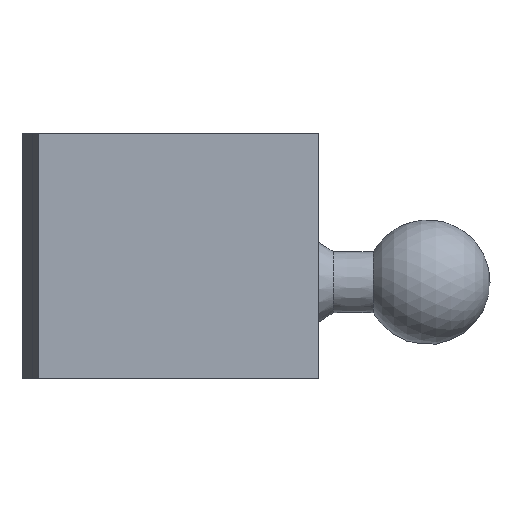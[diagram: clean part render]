
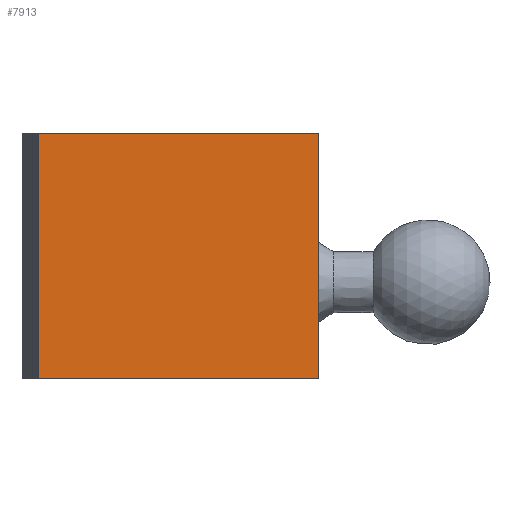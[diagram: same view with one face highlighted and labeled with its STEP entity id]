
A CAD part, left-side view. The second image highlights one B-rep face of the part: STEP entity #7913.
In plain terms, the highlighted face is planar.
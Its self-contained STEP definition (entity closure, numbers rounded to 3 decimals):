
#71=PLANE('',#8498);
#618=FACE_OUTER_BOUND('',#1183,.T.);
#1183=EDGE_LOOP('',(#5784,#5785,#5786,#5787));
#1842=LINE('',#13079,#2874);
#1849=LINE('',#13099,#2881);
#1860=LINE('',#13121,#2892);
#1864=LINE('',#13128,#2896);
#2874=VECTOR('',#9148,10.);
#2881=VECTOR('',#9167,10.);
#2892=VECTOR('',#9188,10.);
#2896=VECTOR('',#9196,10.);
#3936=VERTEX_POINT('',#13076);
#3937=VERTEX_POINT('',#13078);
#3944=VERTEX_POINT('',#13098);
#3950=VERTEX_POINT('',#13120);
#4539=EDGE_CURVE('',#3936,#3937,#1842,.T.);
#4548=EDGE_CURVE('',#3944,#3937,#1849,.T.);
#4559=EDGE_CURVE('',#3950,#3944,#1860,.T.);
#4563=EDGE_CURVE('',#3950,#3936,#1864,.T.);
#5784=ORIENTED_EDGE('',*,*,#4563,.F.);
#5785=ORIENTED_EDGE('',*,*,#4559,.T.);
#5786=ORIENTED_EDGE('',*,*,#4548,.T.);
#5787=ORIENTED_EDGE('',*,*,#4539,.F.);
#7913=ADVANCED_FACE('',(#618),#71,.T.);
#8498=AXIS2_PLACEMENT_3D('',#13127,#9194,#9195);
#9148=DIRECTION('',(0.,0.,-1.));
#9167=DIRECTION('',(0.,1.,0.));
#9188=DIRECTION('',(0.,0.,-1.));
#9194=DIRECTION('center_axis',(1.,0.,0.));
#9195=DIRECTION('ref_axis',(0.,1.,0.));
#9196=DIRECTION('',(0.,1.,0.));
#13076=CARTESIAN_POINT('',(24.756,5.25,8.125));
#13078=CARTESIAN_POINT('',(24.756,5.25,-23.875));
#13079=CARTESIAN_POINT('',(24.756,5.25,-20.875));
#13098=CARTESIAN_POINT('',(24.756,-22.75,-23.875));
#13099=CARTESIAN_POINT('',(24.756,-0.75,-23.875));
#13120=CARTESIAN_POINT('',(24.756,-22.75,8.125));
#13121=CARTESIAN_POINT('',(24.756,-22.75,-20.875));
#13127=CARTESIAN_POINT('Origin',(24.756,-22.75,-20.875));
#13128=CARTESIAN_POINT('',(24.756,-0.75,8.125));
